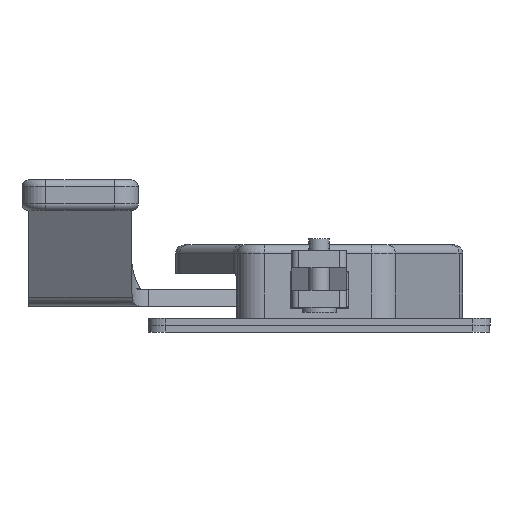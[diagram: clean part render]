
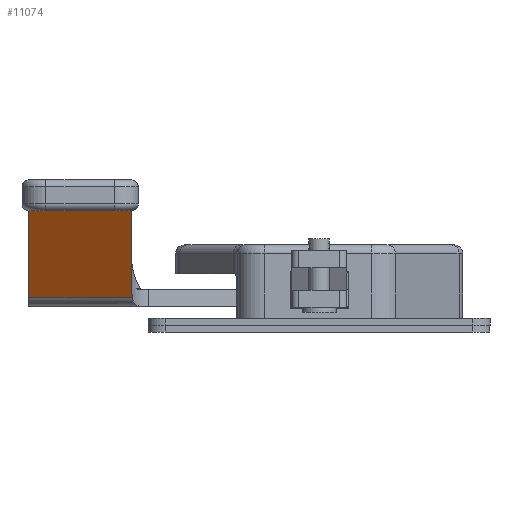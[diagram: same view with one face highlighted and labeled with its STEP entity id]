
A CAD part, front view. The second image highlights one B-rep face of the part: STEP entity #11074.
In plain terms, the highlighted face is planar.
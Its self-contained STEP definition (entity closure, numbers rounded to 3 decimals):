
#854 = DIRECTION ( 'NONE',  ( 0.555, 0., 0.832 ) ) ;
#1323 = CARTESIAN_POINT ( 'NONE',  ( 112.343, -236.01, 28. ) ) ;
#1849 = ORIENTED_EDGE ( 'NONE', *, *, #5669, .F. ) ;
#1984 = VERTEX_POINT ( 'NONE', #9023 ) ;
#2128 = CARTESIAN_POINT ( 'NONE',  ( 113.676, -85., 30. ) ) ;
#2264 = EDGE_CURVE ( 'NONE', #10460, #8798, #7240, .T. ) ;
#2368 = DIRECTION ( 'NONE',  ( 0., 1., 0. ) ) ;
#2441 = VECTOR ( 'NONE', #2368, 1000. ) ;
#2758 = LINE ( 'NONE', #1323, #2441 ) ;
#2913 = DIRECTION ( 'NONE',  ( -0.832, 0., 0.555 ) ) ;
#2960 = EDGE_CURVE ( 'NONE', #1984, #7268, #2758, .T. ) ;
#3263 = CARTESIAN_POINT ( 'NONE',  ( 112.343, -55., 28. ) ) ;
#3429 = CARTESIAN_POINT ( 'NONE',  ( 95.457, -236.01, 2.672 ) ) ;
#4101 = CARTESIAN_POINT ( 'NONE',  ( 147.468, -55., 80.688 ) ) ;
#4441 = VECTOR ( 'NONE', #11869, 1000. ) ;
#4628 = CARTESIAN_POINT ( 'NONE',  ( 95.457, -85., 2.672 ) ) ;
#5310 = ORIENTED_EDGE ( 'NONE', *, *, #10234, .F. ) ;
#5669 = EDGE_CURVE ( 'NONE', #7268, #6617, #9922, .T. ) ;
#5890 = VECTOR ( 'NONE', #9519, 1000. ) ;
#6439 = CARTESIAN_POINT ( 'NONE',  ( 95.457, -54.71, 2.672 ) ) ;
#6590 = EDGE_CURVE ( 'NONE', #1984, #10460, #8728, .T. ) ;
#6617 = VERTEX_POINT ( 'NONE', #7433 ) ;
#7240 = LINE ( 'NONE', #3429, #4441 ) ;
#7268 = VERTEX_POINT ( 'NONE', #3263 ) ;
#7433 = CARTESIAN_POINT ( 'NONE',  ( 97.848, -55., 6.259 ) ) ;
#7460 = CARTESIAN_POINT ( 'NONE',  ( 97.848, -55., 6.259 ) ) ;
#8523 = CARTESIAN_POINT ( 'NONE',  ( 95.457, -54.71, 2.672 ) ) ;
#8728 = LINE ( 'NONE', #2128, #5890 ) ;
#8798 = VERTEX_POINT ( 'NONE', #8523 ) ;
#9023 = CARTESIAN_POINT ( 'NONE',  ( 112.343, -85., 28. ) ) ;
#9188 = ORIENTED_EDGE ( 'NONE', *, *, #6590, .T. ) ;
#9222 = ORIENTED_EDGE ( 'NONE', *, *, #2264, .T. ) ;
#9519 = DIRECTION ( 'NONE',  ( -0.555, 0., -0.832 ) ) ;
#9576 = VECTOR ( 'NONE', #11427, 1000. ) ;
#9922 = LINE ( 'NONE', #4101, #9576 ) ;
#9963 = AXIS2_PLACEMENT_3D ( 'NONE', #12414, #2913, #854 ) ;
#10234 = EDGE_CURVE ( 'NONE', #6617, #8798, #12717, .T. ) ;
#10460 = VERTEX_POINT ( 'NONE', #4628 ) ;
#10659 = CARTESIAN_POINT ( 'NONE',  ( 97.041, -55., 5.048 ) ) ;
#11074 = ADVANCED_FACE ( 'NONE', ( #11419 ), #13504, .F. ) ;
#11114 = EDGE_LOOP ( 'NONE', ( #11361, #9188, #9222, #5310, #1849 ) ) ;
#11361 = ORIENTED_EDGE ( 'NONE', *, *, #2960, .F. ) ;
#11419 = FACE_OUTER_BOUND ( 'NONE', #11114, .T. ) ;
#11427 = DIRECTION ( 'NONE',  ( -0.555, 0., -0.832 ) ) ;
#11869 = DIRECTION ( 'NONE',  ( 0., 1., 0. ) ) ;
#12414 = CARTESIAN_POINT ( 'NONE',  ( 113.676, -236.01, 30. ) ) ;
#12717 =( BOUNDED_CURVE ( )  B_SPLINE_CURVE ( 3, ( #7460, #10659, #12768, #6439 ),
 .UNSPECIFIED., .F., .F. ) 
 B_SPLINE_CURVE_WITH_KNOTS ( ( 4, 4 ),
 ( 4.712, 4.954 ),
 .UNSPECIFIED. ) 
 CURVE ( )  GEOMETRIC_REPRESENTATION_ITEM ( )  RATIONAL_B_SPLINE_CURVE ( ( 1., 0.995, 0.995, 1. ) ) 
 REPRESENTATION_ITEM ( '' )  );
#12768 = CARTESIAN_POINT ( 'NONE',  ( 96.241, -54.903, 3.847 ) ) ;
#13504 = PLANE ( 'NONE',  #9963 ) ;
